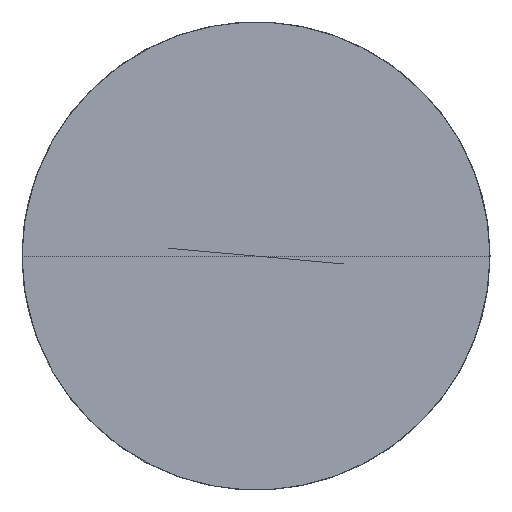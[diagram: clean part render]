
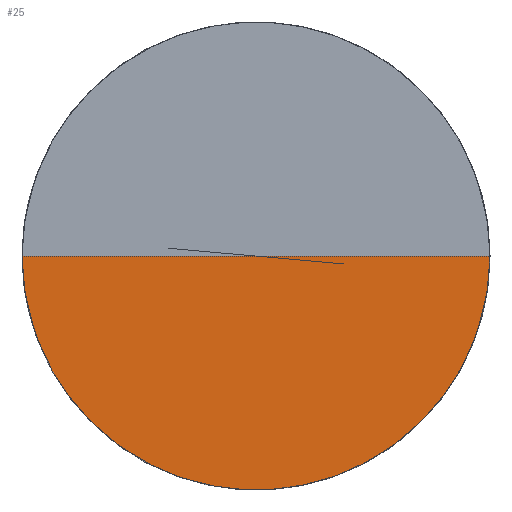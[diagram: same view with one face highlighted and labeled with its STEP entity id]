
A CAD part, top view. The second image highlights one B-rep face of the part: STEP entity #25.
In plain terms, the highlighted free-form (B-spline) face has degree [2, 1] with [5, 2] control points.
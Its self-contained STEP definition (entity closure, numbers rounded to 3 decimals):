
#25=ADVANCED_FACE('',(#29),#72,.T.);
#29=FACE_OUTER_BOUND('',#33,.T.);
#33=EDGE_LOOP('',(#40,#41,#42));
#40=ORIENTED_EDGE('',*,*,#57,.T.);
#41=ORIENTED_EDGE('',*,*,#53,.F.);
#42=ORIENTED_EDGE('',*,*,#50,.F.);
#50=EDGE_CURVE('',#66,#68,#62,.T.);
#53=EDGE_CURVE('',#68,#69,#59,.T.);
#57=EDGE_CURVE('',#66,#69,#65,.T.);
#59=(
BOUNDED_CURVE()
B_SPLINE_CURVE(2,(#155,#156,#157,#158,#159),.UNSPECIFIED.,.F.,.F.)
B_SPLINE_CURVE_WITH_KNOTS((3,2,3),(0.,17.5,35.),.UNSPECIFIED.)
CURVE()
GEOMETRIC_REPRESENTATION_ITEM()
RATIONAL_B_SPLINE_CURVE((1.,0.707,1.,0.707,1.))
REPRESENTATION_ITEM('')
);
#62=B_SPLINE_CURVE_WITH_KNOTS('',1,(#146,#147),.UNSPECIFIED.,.F.,.F.,(2,
2),(0.,224.399),.UNSPECIFIED.);
#65=B_SPLINE_CURVE_WITH_KNOTS('',1,(#172,#173),.UNSPECIFIED.,.F.,.F.,(2,
2),(0.,224.399),.UNSPECIFIED.);
#66=VERTEX_POINT('',#141);
#68=VERTEX_POINT('',#143);
#69=VERTEX_POINT('',#144);
#72=(
BOUNDED_SURFACE()
B_SPLINE_SURFACE(2,1,((#111,#112),(#113,#114),(#115,#116),(#117,#118),(#119,
#120)),.UNSPECIFIED.,.F.,.F.,.F.)
B_SPLINE_SURFACE_WITH_KNOTS((3,2,3),(2,2),(0.,17.5,35.),(0.,224.399),
 .UNSPECIFIED.)
GEOMETRIC_REPRESENTATION_ITEM()
RATIONAL_B_SPLINE_SURFACE(((1.,1.),(0.707,0.707),
(1.,1.),(0.707,0.707),(1.,1.)))
REPRESENTATION_ITEM('')
SURFACE()
);
#111=CARTESIAN_POINT('',(0.,0.,7864.804));
#112=CARTESIAN_POINT('',(-50.,0.,7864.804));
#113=CARTESIAN_POINT('',(0.,0.,7864.804));
#114=CARTESIAN_POINT('',(-50.,-50.,7864.804));
#115=CARTESIAN_POINT('',(0.,0.,7864.804));
#116=CARTESIAN_POINT('',(0.,-50.,7864.804));
#117=CARTESIAN_POINT('',(0.,0.,7864.804));
#118=CARTESIAN_POINT('',(50.,-50.,7864.804));
#119=CARTESIAN_POINT('',(0.,0.,7864.804));
#120=CARTESIAN_POINT('',(50.,0.,7864.804));
#141=CARTESIAN_POINT('',(0.,0.,7864.804));
#143=CARTESIAN_POINT('',(-50.,0.,7864.804));
#144=CARTESIAN_POINT('',(50.,0.,7864.804));
#146=CARTESIAN_POINT('',(0.,0.,7864.804));
#147=CARTESIAN_POINT('',(-50.,0.,7864.804));
#155=CARTESIAN_POINT('',(-50.,0.,7864.804));
#156=CARTESIAN_POINT('',(-50.,-50.,7864.804));
#157=CARTESIAN_POINT('',(0.,-50.,7864.804));
#158=CARTESIAN_POINT('',(50.,-50.,7864.804));
#159=CARTESIAN_POINT('',(50.,0.,7864.804));
#172=CARTESIAN_POINT('',(0.,0.,7864.804));
#173=CARTESIAN_POINT('',(50.,0.,7864.804));
